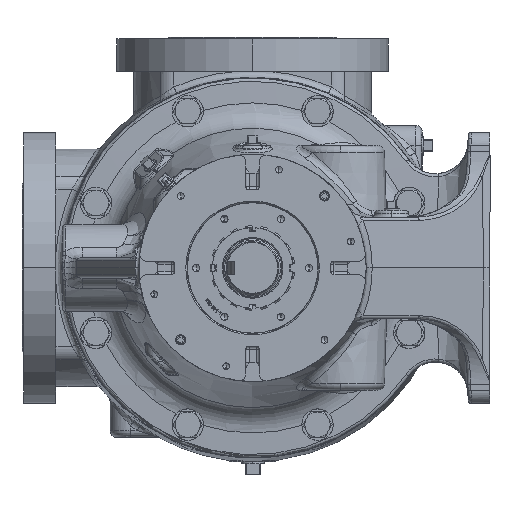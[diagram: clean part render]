
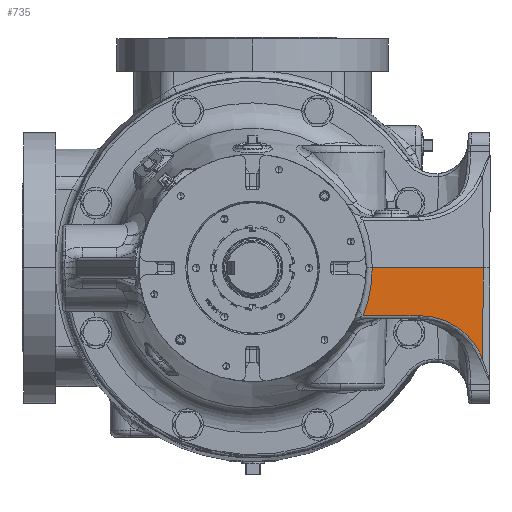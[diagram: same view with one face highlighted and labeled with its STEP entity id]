
A CAD part, left-side view. The second image highlights one B-rep face of the part: STEP entity #735.
In plain terms, the highlighted planar face has unit normal (-0.707, -0.707, -0.035).
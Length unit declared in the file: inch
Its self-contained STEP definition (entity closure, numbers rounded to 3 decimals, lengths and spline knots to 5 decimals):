
#735 = ADVANCED_FACE ( 'NONE', ( #8495 ), #46784, .T. ) ;
#8495 = FACE_OUTER_BOUND ( 'NONE', #140397, .T. ) ;
#9823 = EDGE_CURVE ( 'NONE', #70617, #134319, #51569, .T. ) ;
#19727 = CARTESIAN_POINT ( 'NONE',  ( -13.17092, -4.07608, -1.75919 ) ) ;
#23413 = VECTOR ( 'NONE', #133437, 39.37008 ) ;
#29443 = ORIENTED_EDGE ( 'NONE', *, *, #93535, .T. ) ;
#32146 = CARTESIAN_POINT ( 'NONE',  ( -12.92396, -4.40992, 0. ) ) ;
#33536 = CARTESIAN_POINT ( 'NONE',  ( -8.70444, -8.46466, -3.3368 ) ) ;
#34813 = VERTEX_POINT ( 'NONE', #209403 ) ;
#39651 = CARTESIAN_POINT ( 'NONE',  ( -8.54044, -8.70656, -1.75919 ) ) ;
#46784 = PLANE ( 'NONE',  #238912 ) ;
#51569 = LINE ( 'NONE', #89789, #146382 ) ;
#58184 = LINE ( 'NONE', #213608, #23413 ) ;
#68003 = CARTESIAN_POINT ( 'NONE',  ( -12.98059, -4.2942, -1.19646 ) ) ;
#70617 = VERTEX_POINT ( 'NONE', #32146 ) ;
#71771 = CARTESIAN_POINT ( 'NONE',  ( -9.13254, -8.08531, -2.3496 ) ) ;
#89789 = CARTESIAN_POINT ( 'NONE',  ( -8.58388, -8.75, 0. ) ) ;
#93535 = EDGE_CURVE ( 'NONE', #146226, #235728, #170582, .T. ) ;
#99120 = ORIENTED_EDGE ( 'NONE', *, *, #9823, .F. ) ;
#103282 = VECTOR ( 'NONE', #153283, 39.37008 ) ;
#117656 = CARTESIAN_POINT ( 'NONE',  ( -11.10815, -6.13885, -1.75919 ) ) ;
#119661 = DIRECTION ( 'NONE',  ( -0.707, -0.707, -0.035 ) ) ;
#122092 = CARTESIAN_POINT ( 'NONE',  ( -8.58388, -8.75, 0. ) ) ;
#131145 = ORIENTED_EDGE ( 'NONE', *, *, #140215, .T. ) ;
#133437 = DIRECTION ( 'NONE',  ( -0.035, -0.014, 0.999 ) ) ;
#134319 = VERTEX_POINT ( 'NONE', #168049 ) ;
#135322 =( BOUNDED_CURVE ( )  B_SPLINE_CURVE ( 3, ( #178076, #197729, #68003, #175612 ),
 .UNSPECIFIED., .F., .T. ) 
 B_SPLINE_CURVE_WITH_KNOTS ( ( 4, 4 ),
 ( 3.09755, 3.46203 ),
 .UNSPECIFIED. ) 
 CURVE ( )  GEOMETRIC_REPRESENTATION_ITEM ( )  RATIONAL_B_SPLINE_CURVE ( ( 1., 0.989, 0.989, 1. ) ) 
 REPRESENTATION_ITEM ( '' )  );
#140215 = EDGE_CURVE ( 'NONE', #235728, #34813, #192989, .T. ) ;
#140397 = EDGE_LOOP ( 'NONE', ( #99120, #180588, #29443, #131145, #182426 ) ) ;
#146226 = VERTEX_POINT ( 'NONE', #19727 ) ;
#146382 = VECTOR ( 'NONE', #204617, 39.37008 ) ;
#153283 = DIRECTION ( 'NONE',  ( 0.707, -0.707, 0. ) ) ;
#162203 = EDGE_CURVE ( 'NONE', #34813, #134319, #58184, .T. ) ;
#168049 = CARTESIAN_POINT ( 'NONE',  ( -8.82096, -8.51292, 0. ) ) ;
#170582 = LINE ( 'NONE', #39651, #103282 ) ;
#175612 = CARTESIAN_POINT ( 'NONE',  ( -13.17092, -4.07608, -1.75919 ) ) ;
#178076 = CARTESIAN_POINT ( 'NONE',  ( -12.92396, -4.40992, 0. ) ) ;
#180588 = ORIENTED_EDGE ( 'NONE', *, *, #234874, .T. ) ;
#182426 = ORIENTED_EDGE ( 'NONE', *, *, #162203, .T. ) ;
#192989 =( BOUNDED_CURVE ( )  B_SPLINE_CURVE ( 3, ( #213945, #196622, #71771, #33536 ),
 .UNSPECIFIED., .F., .T. ) 
 B_SPLINE_CURVE_WITH_KNOTS ( ( 4, 4 ),
 ( 1.62014, 2.78176 ),
 .UNSPECIFIED. ) 
 CURVE ( )  GEOMETRIC_REPRESENTATION_ITEM ( )  RATIONAL_B_SPLINE_CURVE ( ( 1., 0.891, 0.891, 1. ) ) 
 REPRESENTATION_ITEM ( '' )  );
#196622 = CARTESIAN_POINT ( 'NONE',  ( -10.03212, -7.21488, -1.75919 ) ) ;
#197729 = CARTESIAN_POINT ( 'NONE',  ( -12.89735, -4.40673, -0.60352 ) ) ;
#204617 = DIRECTION ( 'NONE',  ( 0.707, -0.707, 0. ) ) ;
#209403 = CARTESIAN_POINT ( 'NONE',  ( -8.70444, -8.46466, -3.3368 ) ) ;
#213608 = CARTESIAN_POINT ( 'NONE',  ( -8.82086, -8.51288, -0.00299 ) ) ;
#213945 = CARTESIAN_POINT ( 'NONE',  ( -11.10815, -6.13885, -1.75919 ) ) ;
#234874 = EDGE_CURVE ( 'NONE', #70617, #146226, #135322, .T. ) ;
#235576 = DIRECTION ( 'NONE',  ( 0.707, -0.707, 0. ) ) ;
#235728 = VERTEX_POINT ( 'NONE', #117656 ) ;
#238912 = AXIS2_PLACEMENT_3D ( 'NONE', #122092, #119661, #235576 ) ;
